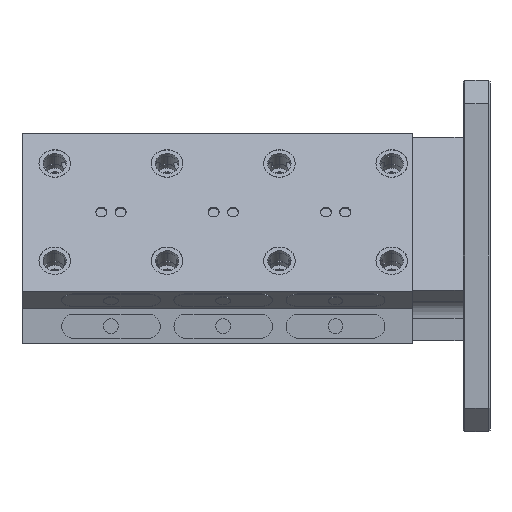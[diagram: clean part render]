
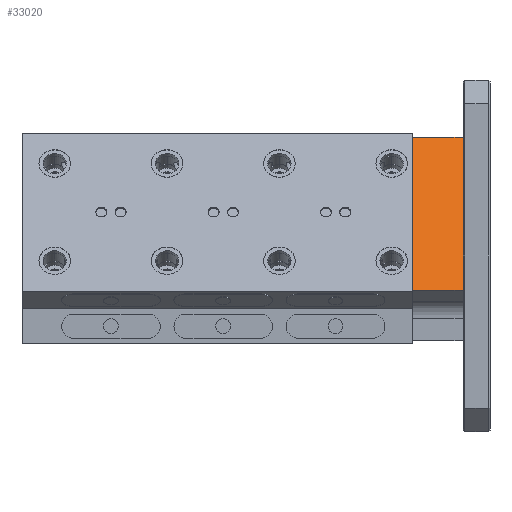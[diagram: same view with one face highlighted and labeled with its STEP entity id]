
A CAD part, left-side view. The second image highlights one B-rep face of the part: STEP entity #33020.
In plain terms, the highlighted planar face has unit normal (-0.866, 0, 0.5).
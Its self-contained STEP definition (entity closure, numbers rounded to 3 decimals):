
#612 = CARTESIAN_POINT ( 'NONE',  ( -100.511, 43.18, -29.104 ) ) ;
#2772 = CARTESIAN_POINT ( 'NONE',  ( -100.511, 43.18, -29.104 ) ) ;
#3105 = DIRECTION ( 'NONE',  ( 0.5, 0., 0.866 ) ) ;
#4096 = DIRECTION ( 'NONE',  ( -0.5, 0., -0.866 ) ) ;
#4513 = ORIENTED_EDGE ( 'NONE', *, *, #30383, .F. ) ;
#5346 = LINE ( 'NONE', #28396, #7940 ) ;
#5969 = CARTESIAN_POINT ( 'NONE',  ( -25.051, 43.18, 101.597 ) ) ;
#7940 = VECTOR ( 'NONE', #13737, 1000. ) ;
#8180 = CARTESIAN_POINT ( 'NONE',  ( -25.051, 43.18, 101.597 ) ) ;
#9061 = CARTESIAN_POINT ( 'NONE',  ( -25.051, 0., 101.597 ) ) ;
#9939 = CARTESIAN_POINT ( 'NONE',  ( -100.511, 0., -29.104 ) ) ;
#11812 = DIRECTION ( 'NONE',  ( 0., -1., 0. ) ) ;
#12360 = EDGE_CURVE ( 'NONE', #31052, #14516, #19536, .T. ) ;
#12602 = VERTEX_POINT ( 'NONE', #2772 ) ;
#13737 = DIRECTION ( 'NONE',  ( 0., -1., 0. ) ) ;
#13950 = EDGE_LOOP ( 'NONE', ( #35953, #4513, #29260, #40940 ) ) ;
#14516 = VERTEX_POINT ( 'NONE', #9939 ) ;
#15790 = CARTESIAN_POINT ( 'NONE',  ( -25.051, 43.18, 101.597 ) ) ;
#16746 = CARTESIAN_POINT ( 'NONE',  ( -25.051, 0., 101.597 ) ) ;
#19536 = LINE ( 'NONE', #16746, #26299 ) ;
#21113 = VECTOR ( 'NONE', #39083, 1000. ) ;
#22379 = FACE_OUTER_BOUND ( 'NONE', #13950, .T. ) ;
#23376 = DIRECTION ( 'NONE',  ( -0.866, 0., 0.5 ) ) ;
#26299 = VECTOR ( 'NONE', #4096, 1000. ) ;
#28396 = CARTESIAN_POINT ( 'NONE',  ( -25.051, 43.18, 101.597 ) ) ;
#29260 = ORIENTED_EDGE ( 'NONE', *, *, #48808, .T. ) ;
#30383 = EDGE_CURVE ( 'NONE', #31702, #31052, #5346, .T. ) ;
#31052 = VERTEX_POINT ( 'NONE', #9061 ) ;
#31702 = VERTEX_POINT ( 'NONE', #5969 ) ;
#33020 = ADVANCED_FACE ( 'NONE', ( #22379 ), #34806, .T. ) ;
#34806 = PLANE ( 'NONE',  #39731 ) ;
#35361 = LINE ( 'NONE', #612, #39034 ) ;
#35953 = ORIENTED_EDGE ( 'NONE', *, *, #12360, .F. ) ;
#39034 = VECTOR ( 'NONE', #11812, 1000. ) ;
#39083 = DIRECTION ( 'NONE',  ( -0.5, 0., -0.866 ) ) ;
#39731 = AXIS2_PLACEMENT_3D ( 'NONE', #15790, #23376, #3105 ) ;
#40940 = ORIENTED_EDGE ( 'NONE', *, *, #41695, .T. ) ;
#41695 = EDGE_CURVE ( 'NONE', #12602, #14516, #35361, .T. ) ;
#47183 = LINE ( 'NONE', #8180, #21113 ) ;
#48808 = EDGE_CURVE ( 'NONE', #31702, #12602, #47183, .T. ) ;
